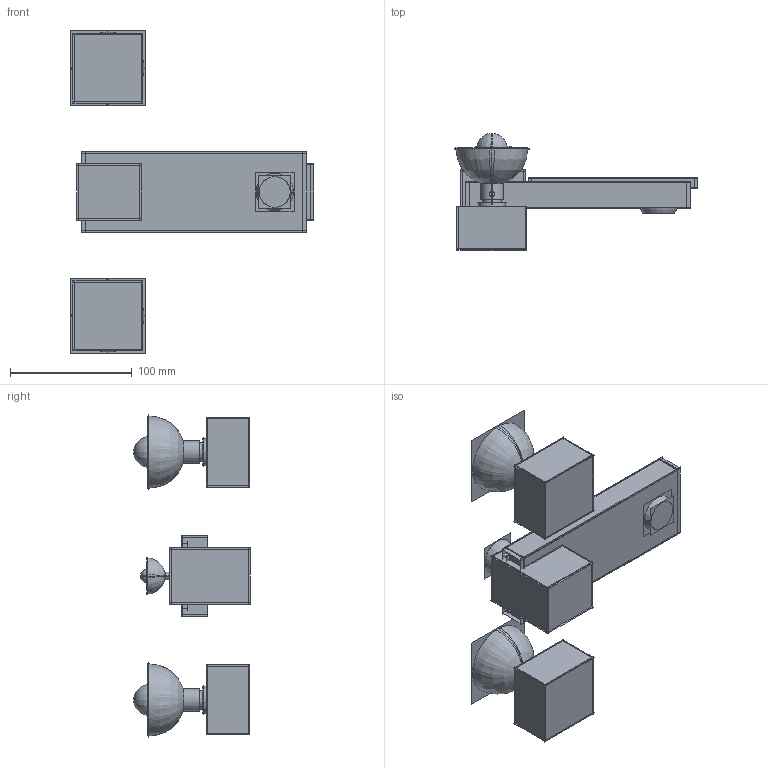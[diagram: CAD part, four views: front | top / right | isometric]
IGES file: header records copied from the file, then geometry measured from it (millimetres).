
Start section:  PTC IGES file: 2106BSN801-XXXX-XX.igs
Global section: file name: 2106BSN801-XXXX-XX.igs; native system: Creo Elements/Pro by Parametric Technology Corporation; preprocessor: 2015070; author: cheap; organization: Unknown; date: 20200108.155009; units: inch
Bounding box: 199.44 x 95.89 x 264.75 mm (x, y, z)
Volume: 637040.6 mm3; surface area: 561011.1 mm2
Topology: 15 solids, 15 shells, 206 faces, 910 edges, 1093 vertices
Faces by surface type: bspline 118, revolution 88
